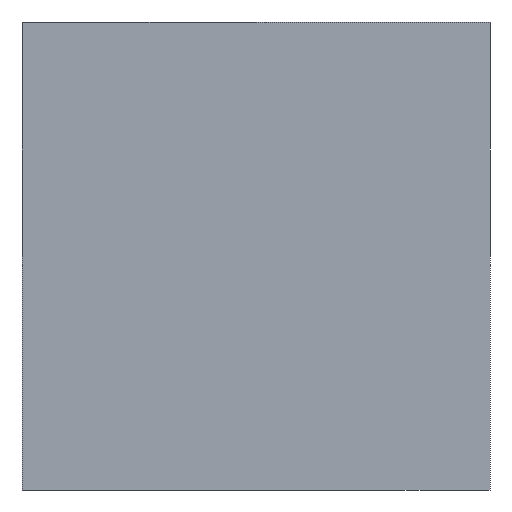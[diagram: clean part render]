
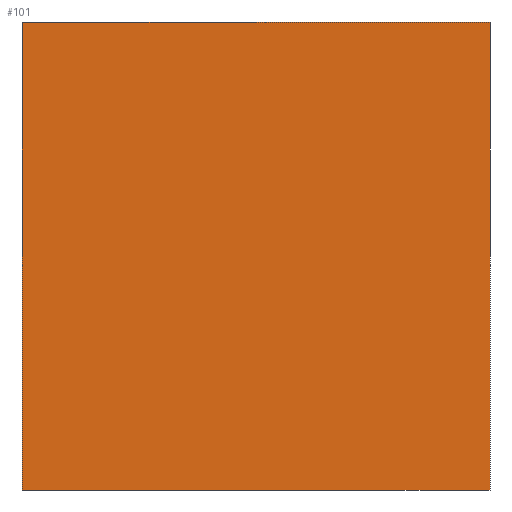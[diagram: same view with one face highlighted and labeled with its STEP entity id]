
A CAD part, front view. The second image highlights one B-rep face of the part: STEP entity #101.
In plain terms, the highlighted planar face has unit normal (0, -1, 0).
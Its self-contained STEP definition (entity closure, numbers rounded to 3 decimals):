
#101=ADVANCED_FACE('',(#142),#122,.T.);
#122=PLANE('',#553);
#142=FACE_OUTER_BOUND('',#175,.T.);
#175=EDGE_LOOP('',(#252,#253,#254,#255));
#252=ORIENTED_EDGE('',*,*,#404,.F.);
#253=ORIENTED_EDGE('',*,*,#405,.F.);
#254=ORIENTED_EDGE('',*,*,#406,.T.);
#255=ORIENTED_EDGE('',*,*,#407,.T.);
#350=VERTEX_POINT('',#804);
#351=VERTEX_POINT('',#805);
#352=VERTEX_POINT('',#807);
#353=VERTEX_POINT('',#809);
#404=EDGE_CURVE('',#350,#351,#459,.T.);
#405=EDGE_CURVE('',#352,#350,#460,.T.);
#406=EDGE_CURVE('',#352,#353,#461,.T.);
#407=EDGE_CURVE('',#353,#351,#462,.T.);
#459=LINE('',#803,#504);
#460=LINE('',#806,#505);
#461=LINE('',#808,#506);
#462=LINE('',#810,#507);
#504=VECTOR('',#656,1.);
#505=VECTOR('',#657,1.);
#506=VECTOR('',#658,1.);
#507=VECTOR('',#659,1.);
#553=AXIS2_PLACEMENT_3D('',#811,#660,#661);
#656=DIRECTION('',(1.,0.,0.));
#657=DIRECTION('',(0.,0.,1.));
#658=DIRECTION('',(1.,0.,0.));
#659=DIRECTION('',(0.,0.,1.));
#660=DIRECTION('',(0.,-1.,0.));
#661=DIRECTION('',(0.,0.,-1.));
#803=CARTESIAN_POINT('',(-12.5,-152.236,0.));
#804=CARTESIAN_POINT('',(-12.5,-152.236,0.));
#805=CARTESIAN_POINT('',(12.5,-152.236,0.));
#806=CARTESIAN_POINT('',(-12.5,-152.236,-25.));
#807=CARTESIAN_POINT('',(-12.5,-152.236,-25.));
#808=CARTESIAN_POINT('',(-12.5,-152.236,-25.));
#809=CARTESIAN_POINT('',(12.5,-152.236,-25.));
#810=CARTESIAN_POINT('',(12.5,-152.236,-25.));
#811=CARTESIAN_POINT('',(-12.5,-152.236,-25.));
